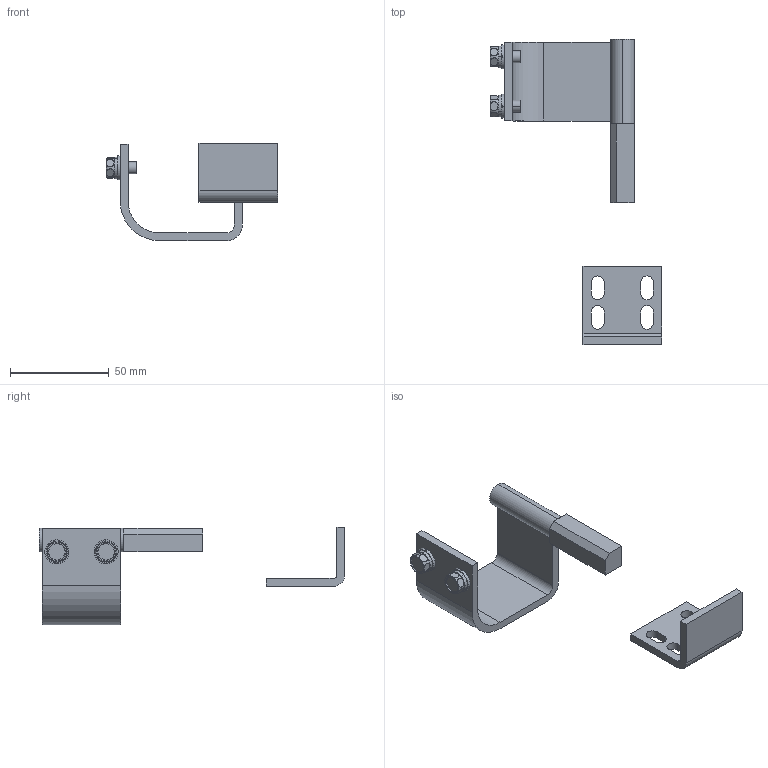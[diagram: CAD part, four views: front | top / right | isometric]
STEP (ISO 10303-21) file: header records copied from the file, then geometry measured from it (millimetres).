
FILE_DESCRIPTION (( 'STEP AP203' ), '1' );
FILE_NAME ('B-309-4.STEP', '2009-03-04T06:35:14', ( ' ' ), ( ' ' ), 'SwSTEP 2.0', 'SolidWorks 2007', '' );
FILE_SCHEMA (( 'CONFIG_CONTROL_DESIGN' ));
Length unit declared in the file: millimetre
Products named in the file (7): B-309-4; B-309-4傾儞僌儖__棉太倌; B-309僺儞__棉太倌; B-309榋妏儃儖僩M6_M6亊12; B-309僸儞僕A__棉太倌; 平ワッシャーM6小型丸_M6小形-JIS B 1256; スプリングワッシャーM6_JIS B 1251 No.2 6
Assembly tree (9 placements, depth 2):
  B-309-4
    B-309-4傾儞僌儖__棉太倌
    B-309僸儞僕A__棉太倌
    B-309榋妏儃儖僩M6_M6亊12  x2
    B-309僺儞__棉太倌
    平ワッシャーM6小型丸_M6小形-JIS B 1256  x2
    スプリングワッシャーM6_JIS B 1251 No.2 6  x2
Bounding box: 87.1 x 155.16 x 49.5 mm (x, y, z)
Volume: 41866.7 mm3; surface area: 25404.7 mm2
Topology: 9 solids, 9 shells, 125 faces, 280 edges, 178 vertices
Faces by surface type: plane 67, cylinder 40, torus 12, cone 6
Entity records: 3869 total; most frequent: CARTESIAN_POINT 803, DIRECTION 504, ORIENTED_EDGE 440, EDGE_CURVE 220, AXIS2_PLACEMENT_3D 191, VERTEX_POINT 142, VECTOR 122, LINE 122
